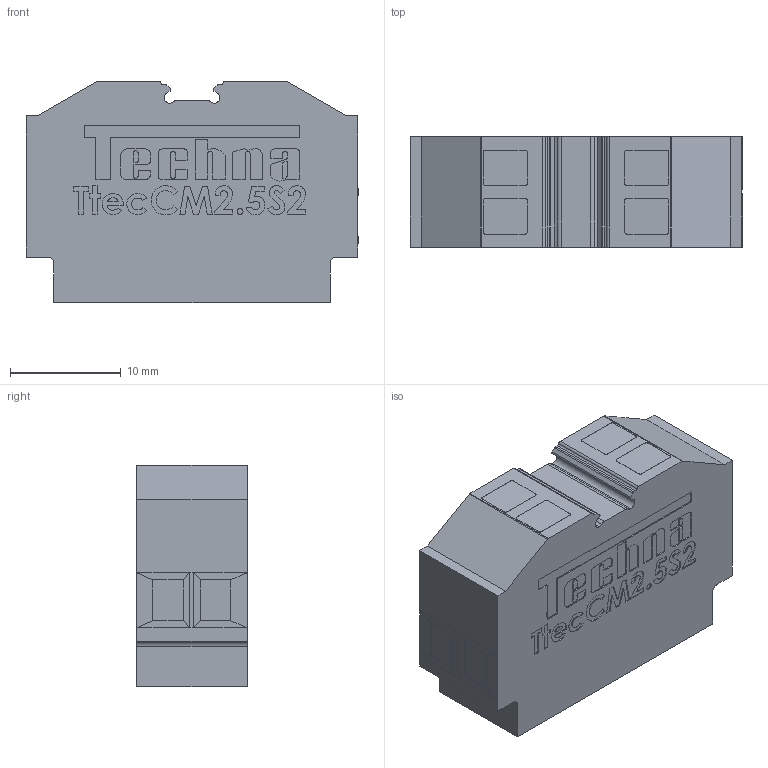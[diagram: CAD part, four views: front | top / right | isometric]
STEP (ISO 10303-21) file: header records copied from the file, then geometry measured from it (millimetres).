
FILE_DESCRIPTION (( 'STEP AP214' ), '1' );
FILE_NAME ('TtecCM2.5S2.STEP', '2020-10-19T10:59:52', ( '' ), ( '' ), 'SwSTEP 2.0', 'SolidWorks 2020', '' );
FILE_SCHEMA (( 'AUTOMOTIVE_DESIGN' ));
Length unit declared in the file: millimetre
Products named in the file (1): TtecCM2.5S2
Bounding box: 30.02 x 10 x 20 mm (x, y, z)
Volume: 5465.5 mm3; surface area: 2142.5 mm2
Topology: 1 solids, 1 shells, 687 faces, 1867 edges, 1226 vertices
Faces by surface type: plane 404, cylinder 157, bspline 126
Entity records: 34080 total; most frequent: CARTESIAN_POINT 11155, ORIENTED_EDGE 3734, DIRECTION 3053, EDGE_CURVE 1867, VECTOR 1301, LINE 1301, VERTEX_POINT 1226, AXIS2_PLACEMENT_3D 876
